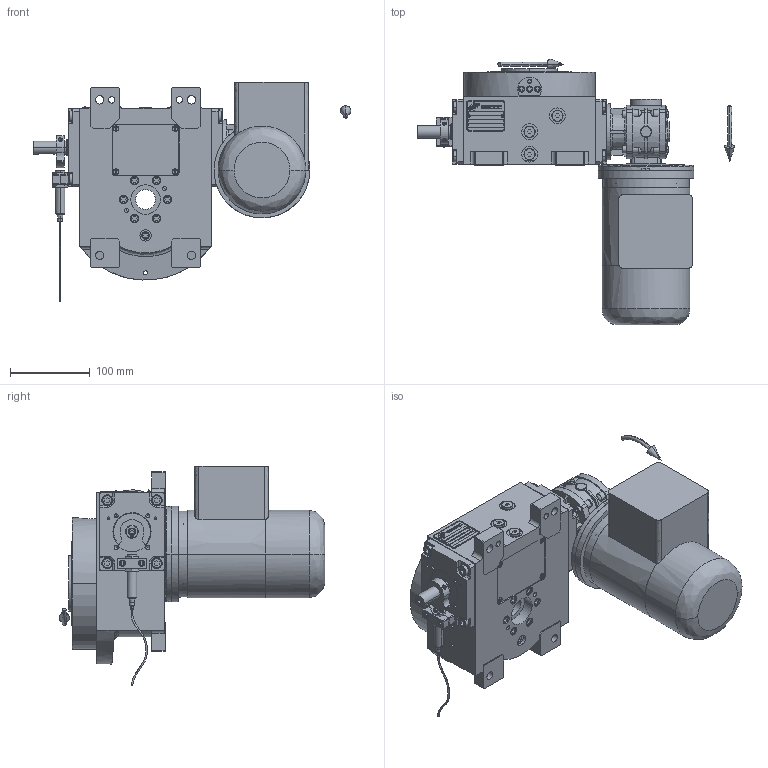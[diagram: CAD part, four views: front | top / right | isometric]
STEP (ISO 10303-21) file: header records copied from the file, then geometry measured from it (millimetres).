
FILE_DESCRIPTION (( 'STEP AP203' ), '1' );
FILE_NAME ('PC5201796.step', '2026-01-29T13:38:07', ( '' ), ( '' ), 'SwSTEP 2.0', 'SolidWorks 2020', '' );
FILE_SCHEMA (( 'CONFIG_CONTROL_DESIGN' ));
Length unit declared in the file: millimetre
Products named in the file (86): RIG04_005_AF0.stp; cfn2000_01_147; cfn2003_01_063; AS_rig04_002_bl_009; rig04_015; RIG04_005_ASM.stp; rig04_007_master; cfn2000_01_129; CFN2155_01_007.stp; cfn2128_04_011; rig04_071_6_m.stp; AS_rig04_071_6_m; cfn2104_01_016; CFN2000_01_185.stp; rig04_014_s_001; RMI28_FL_DX_56B5; CFN2010_02_002.stp; cfn2276_01_065; cfn2151_01_087; cfn2151_01_092; AS_900_38_11_06_4; CFN2010_01_006.stp; CFN2104_02_017.stp; 900_38_11_06_4; AS_cfn2476_01_001_48x38; cfn2155_01_055; cfn2476_01_001_48x38; cfn2000_01_161; PC5201796; cfn2115_02_213; cfn2070_05_001; cfn2107_01_001; freccia_angolare; rig04_002_bl_009; cfn2000_01_151; cfn2205_01_012; cfn2077_01_018; rig04_001_a_s_012; freccia_angolare_albero; CFN2203_02_001.stp ...
Assembly tree (77 placements, depth 5):
  rig04_007_master
  cfn2276_01_065
  cfn2151_01_087
  cfn2151_01_092
  CFN2010_01_006.stp
Bounding box: 398.5 x 333.5 x 275.07 mm (x, y, z)
Volume: 3997201 mm3; surface area: 625655.4 mm2
Topology: 79 solids, 81 shells, 3290 faces, 8105 edges, 5175 vertices
Faces by surface type: plane 1577, cylinder 1000, cone 475, torus 155, bspline 77, sphere 6
Entity records: 115480 total; most frequent: CARTESIAN_POINT 30968, ORIENTED_EDGE 15650, DIRECTION 15592, EDGE_CURVE 7827, AXIS2_PLACEMENT_3D 5588, VERTEX_POINT 5059, LINE 4416, VECTOR 4416
